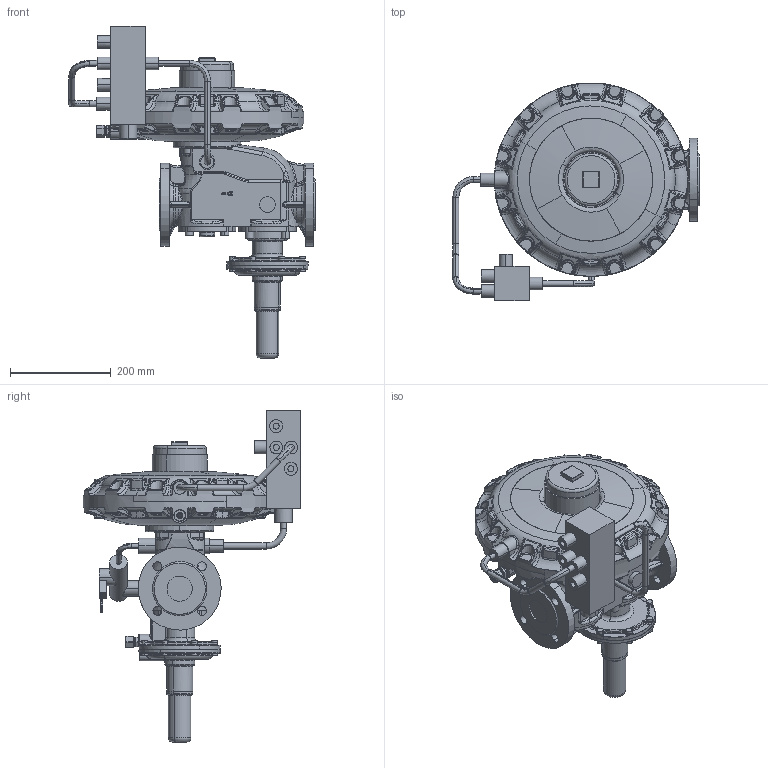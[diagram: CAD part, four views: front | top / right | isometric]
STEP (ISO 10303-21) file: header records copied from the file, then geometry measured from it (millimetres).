
FILE_DESCRIPTION(('CATIA V5 STEP Exchange'),'2;1');
FILE_NAME('RSP 255-050-390-R70-010.stp','2018-04-09T13:08:58+00:00',('none'),('none'),'CATIA Version 5 Release 19 SP 2 (IN-10)','CATIA V5 STEP AP214','none');
FILE_SCHEMA(('AUTOMOTIVE_DESIGN { 1 0 10303 214 1 1 1 1 }'));
Length unit declared in the file: millimetre
Products named in the file (1): RSP 255-050-390-R70-010
Bounding box: 489.8 x 433.53 x 660.3 mm (x, y, z)
Volume: 17368926.1 mm3; surface area: 845405.2 mm2
Topology: 1 solids, 11 shells, 3129 faces, 7759 edges, 4445 vertices
Faces by surface type: bspline 1061, cylinder 763, torus 573, plane 414, cone 174, sphere 144
Entity records: 170281 total; most frequent: CARTESIAN_POINT 111297, ORIENTED_EDGE 14982, EDGE_CURVE 7491, DIRECTION 6952, VERTEX_POINT 4445, AXIS2_PLACEMENT_3D 4015, B_SPLINE_CURVE_WITH_KNOTS 3877, EDGE_LOOP 3216
